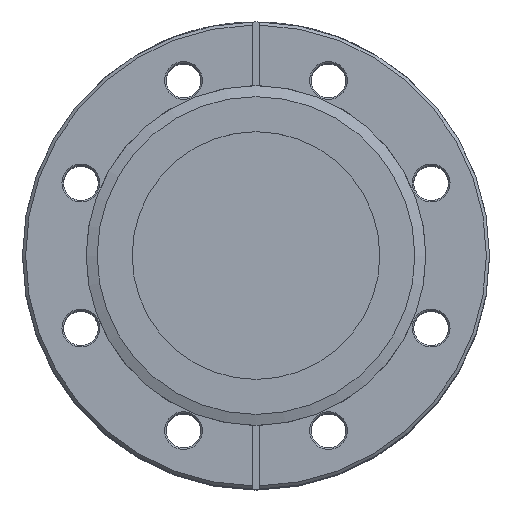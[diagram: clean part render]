
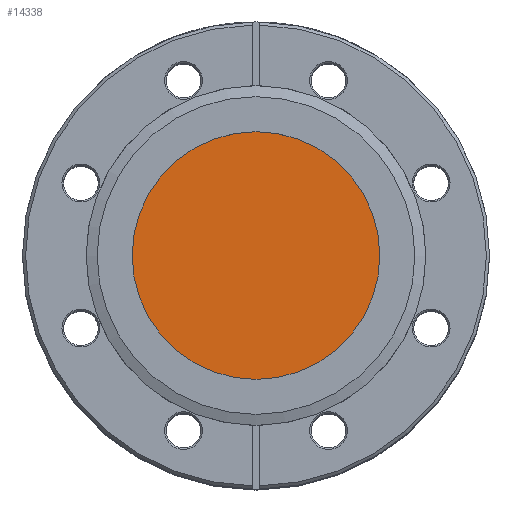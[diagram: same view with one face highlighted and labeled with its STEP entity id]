
A CAD part, top view. The second image highlights one B-rep face of the part: STEP entity #14338.
In plain terms, the highlighted planar face has unit normal (0, 0, 1).
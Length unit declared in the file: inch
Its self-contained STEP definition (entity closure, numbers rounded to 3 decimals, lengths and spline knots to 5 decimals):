
#3563=PLANE('',#15195);
#3813=VERTEX_POINT('',#18001);
#5339=CIRCLE('',#15193,1.185);
#5557=EDGE_CURVE('',#3813,#3813,#5339,.T.);
#7807=ORIENTED_EDGE('',*,*,#5557,.T.);
#12303=EDGE_LOOP('',(#7807));
#13321=FACE_BOUND('',#12303,.T.);
#14338=ADVANCED_FACE('',(#13321),#3563,.T.);
#15193=AXIS2_PLACEMENT_3D('',#18000,#15909,#15910);
#15195=AXIS2_PLACEMENT_3D('',#18004,#15913,$);
#15909=DIRECTION('',(0.,0.,1.));
#15910=DIRECTION('',(0.,1.185,0.));
#15913=DIRECTION('',(0.,0.,1.));
#18000=CARTESIAN_POINT('',(0.,0.,-0.101));
#18001=CARTESIAN_POINT('',(0.,1.185,-0.101));
#18004=CARTESIAN_POINT('',(0.,0.5925,-0.101));
